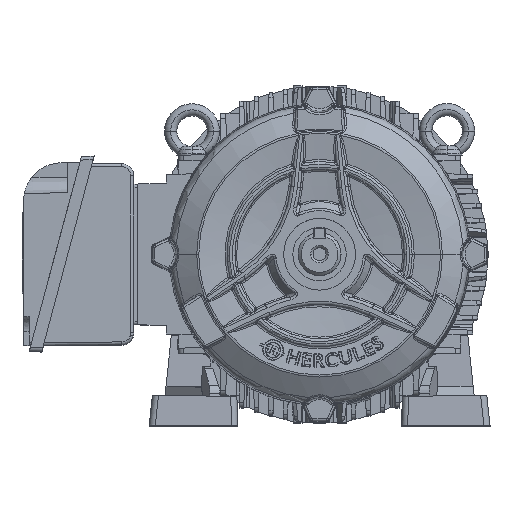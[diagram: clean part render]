
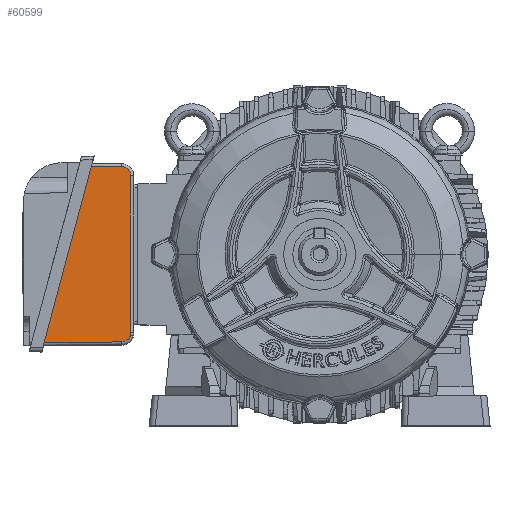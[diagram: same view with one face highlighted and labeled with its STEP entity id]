
A CAD part, top view. The second image highlights one B-rep face of the part: STEP entity #60599.
In plain terms, the highlighted planar face has unit normal (0.017, -0.004, 1).
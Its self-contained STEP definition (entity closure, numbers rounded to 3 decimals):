
#2779 = EDGE_CURVE ( 'NONE', #37304, #13526, #35387, .T. ) ;
#3055 = CARTESIAN_POINT ( 'NONE',  ( -125.896, 57.318, 47.831 ) ) ;
#4768 = CARTESIAN_POINT ( 'NONE',  ( -163.369, 10.281, 48.25 ) ) ;
#6600 = ORIENTED_EDGE ( 'NONE', *, *, #21766, .T. ) ;
#7460 = CARTESIAN_POINT ( 'NONE',  ( -129.414, -57.328, 47.372 ) ) ;
#8358 = EDGE_CURVE ( 'NONE', #21790, #81701, #15029, .T. ) ;
#9232 = CARTESIAN_POINT ( 'NONE',  ( -123.466, 51.379, 47.763 ) ) ;
#9629 = EDGE_CURVE ( 'NONE', #85052, #37304, #66030, .T. ) ;
#9705 = DIRECTION ( 'NONE',  ( 0., 1., 0.005 ) ) ;
#11306 = EDGE_CURVE ( 'NONE', #73482, #36845, #66980, .T. ) ;
#13526 = VERTEX_POINT ( 'NONE', #51719 ) ;
#13963 = EDGE_CURVE ( 'NONE', #73482, #81701, #18461, .T. ) ;
#15029 = LINE ( 'NONE', #42009, #48847 ) ;
#15622 = DIRECTION ( 'NONE',  ( 1., 0.009, -0.017 ) ) ;
#15867 = CARTESIAN_POINT ( 'NONE',  ( -150.65, 57.75, 48.25 ) ) ;
#16306 = CARTESIAN_POINT ( 'NONE',  ( -129.362, 57.378, 47.889 ) ) ;
#17618 = CARTESIAN_POINT ( 'NONE',  ( -129.362, 57.378, 47.889 ) ) ;
#18461 = LINE ( 'NONE', #45862, #87519 ) ;
#20562 = CARTESIAN_POINT ( 'NONE',  ( -123.671, -52.881, 47.295 ) ) ;
#21448 = CARTESIAN_POINT ( 'NONE',  ( -129.414, -57.328, 47.372 ) ) ;
#21766 = EDGE_CURVE ( 'NONE', #13526, #21790, #82568, .T. ) ;
#21790 = VERTEX_POINT ( 'NONE', #17618 ) ;
#22019 = CARTESIAN_POINT ( 'NONE',  ( -123.466, -51.329, 47.299 ) ) ;
#22455 = CARTESIAN_POINT ( 'NONE',  ( -123.466, -51.854, 47.297 ) ) ;
#22987 = CARTESIAN_POINT ( 'NONE',  ( -123.466, 51.388, 47.763 ) ) ;
#25708 = ORIENTED_EDGE ( 'NONE', *, *, #9629, .T. ) ;
#27643 = CARTESIAN_POINT ( 'NONE',  ( -124.396, -55.588, 47.295 ) ) ;
#30004 = DIRECTION ( 'NONE',  ( 0.017, -0.005, 1. ) ) ;
#32931 = ORIENTED_EDGE ( 'NONE', *, *, #79805, .T. ) ;
#35387 = LINE ( 'NONE', #22987, #70426 ) ;
#36845 = VERTEX_POINT ( 'NONE', #7460 ) ;
#37304 = VERTEX_POINT ( 'NONE', #74153 ) ;
#37720 = CARTESIAN_POINT ( 'NONE',  ( -123.671, -52.881, 47.295 ) ) ;
#38372 = FACE_OUTER_BOUND ( 'NONE', #50601, .T. ) ;
#38757 = CARTESIAN_POINT ( 'NONE',  ( -181.607, -57.784, 48.25 ) ) ;
#42009 = CARTESIAN_POINT ( 'NONE',  ( -162.534, 57.957, 48.451 ) ) ;
#45425 = DIRECTION ( 'NONE',  ( 0.259, 0.966, 0. ) ) ;
#45862 = CARTESIAN_POINT ( 'NONE',  ( -163.369, 10.281, 48.25 ) ) ;
#48847 = VECTOR ( 'NONE', #55716, 1000. ) ;
#48945 =( BOUNDED_CURVE ( )  B_SPLINE_CURVE ( 3, ( #21448, #68761, #27643, #20562 ),
 .UNSPECIFIED., .F., .T. ) 
 B_SPLINE_CURVE_WITH_KNOTS ( ( 4, 4 ),
 ( 4.983, 6.283 ),
 .UNSPECIFIED. ) 
 CURVE ( )  GEOMETRIC_REPRESENTATION_ITEM ( )  RATIONAL_B_SPLINE_CURVE ( ( 1., 0.864, 0.864, 1. ) ) 
 REPRESENTATION_ITEM ( '' )  );
#49527 = ORIENTED_EDGE ( 'NONE', *, *, #13963, .F. ) ;
#49874 = AXIS2_PLACEMENT_3D ( 'NONE', #4768, #30004, #58736 ) ;
#50601 = EDGE_LOOP ( 'NONE', ( #49527, #53605, #32931, #25708, #61780, #6600, #69679 ) ) ;
#51719 = CARTESIAN_POINT ( 'NONE',  ( -123.466, 51.379, 47.763 ) ) ;
#53605 = ORIENTED_EDGE ( 'NONE', *, *, #11306, .T. ) ;
#55619 = CARTESIAN_POINT ( 'NONE',  ( -123.671, -52.881, 47.295 ) ) ;
#55716 = DIRECTION ( 'NONE',  ( -1., 0.017, 0.017 ) ) ;
#55863 = CARTESIAN_POINT ( 'NONE',  ( -129.447, -57.329, 47.373 ) ) ;
#58736 = DIRECTION ( 'NONE',  ( 1., 0., -0.017 ) ) ;
#60599 = ADVANCED_FACE ( 'NONE', ( #38372 ), #65372, .T. ) ;
#61780 = ORIENTED_EDGE ( 'NONE', *, *, #2779, .T. ) ;
#65372 = PLANE ( 'NONE',  #49874 ) ;
#66030 =( BOUNDED_CURVE ( )  B_SPLINE_CURVE ( 3, ( #55619, #82638, #22455, #22019 ),
 .UNSPECIFIED., .F., .F. ) 
 B_SPLINE_CURVE_WITH_KNOTS ( ( 4, 4 ),
 ( 0., 0.262 ),
 .UNSPECIFIED. ) 
 CURVE ( )  GEOMETRIC_REPRESENTATION_ITEM ( )  RATIONAL_B_SPLINE_CURVE ( ( 1., 0.994, 0.994, 1. ) ) 
 REPRESENTATION_ITEM ( '' )  );
#66980 = LINE ( 'NONE', #55863, #70256 ) ;
#68761 = CARTESIAN_POINT ( 'NONE',  ( -126.612, -57.304, 47.325 ) ) ;
#69679 = ORIENTED_EDGE ( 'NONE', *, *, #8358, .T. ) ;
#70256 = VECTOR ( 'NONE', #15622, 1000. ) ;
#70426 = VECTOR ( 'NONE', #9705, 1000. ) ;
#73482 = VERTEX_POINT ( 'NONE', #38757 ) ;
#74153 = CARTESIAN_POINT ( 'NONE',  ( -123.466, -51.329, 47.299 ) ) ;
#79805 = EDGE_CURVE ( 'NONE', #36845, #85052, #48945, .T. ) ;
#81701 = VERTEX_POINT ( 'NONE', #15867 ) ;
#82568 =( BOUNDED_CURVE ( )  B_SPLINE_CURVE ( 3, ( #9232, #84900, #3055, #16306 ),
 .UNSPECIFIED., .F., .F. ) 
 B_SPLINE_CURVE_WITH_KNOTS ( ( 4, 4 ),
 ( 0.262, 1.815 ),
 .UNSPECIFIED. ) 
 CURVE ( )  GEOMETRIC_REPRESENTATION_ITEM ( )  RATIONAL_B_SPLINE_CURVE ( ( 1., 0.809, 0.809, 1. ) ) 
 REPRESENTATION_ITEM ( '' )  );
#82638 = CARTESIAN_POINT ( 'NONE',  ( -123.535, -52.374, 47.295 ) ) ;
#84900 = CARTESIAN_POINT ( 'NONE',  ( -123.466, 54.846, 47.779 ) ) ;
#85052 = VERTEX_POINT ( 'NONE', #37720 ) ;
#87519 = VECTOR ( 'NONE', #45425, 1000. ) ;
